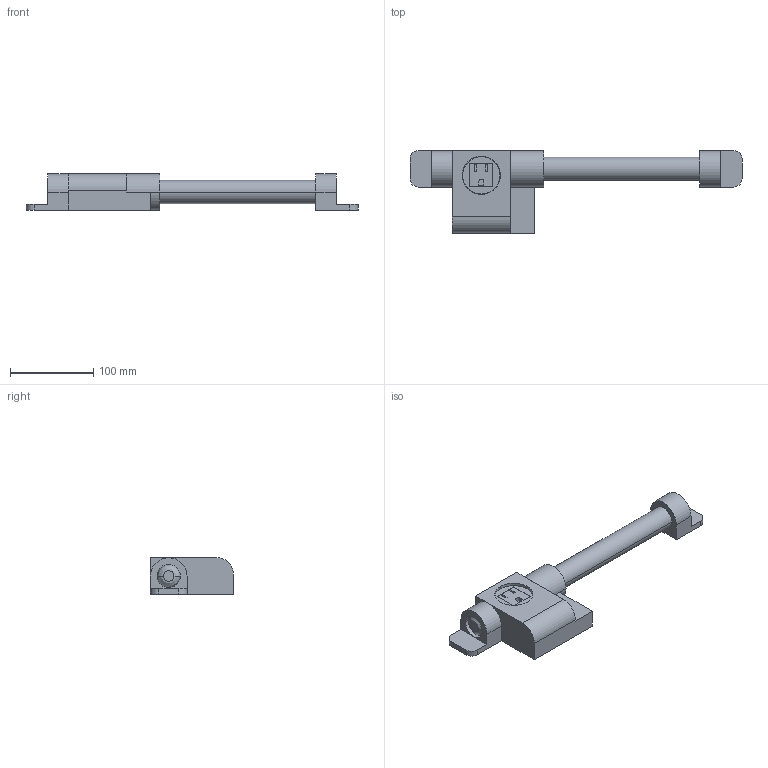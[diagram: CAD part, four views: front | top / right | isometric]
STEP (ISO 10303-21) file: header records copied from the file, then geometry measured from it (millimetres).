
FILE_DESCRIPTION(('starvars output'),'2;1');
FILE_NAME('cv20200416135245000017499.stp','13:52:45 2020/04/16',( 'Thomas Industrial Network Germany GmbH'),( 'Thomas Industrial Network Germany GmbH'),'unknown preprocess','ACIS' ,'unknown authorization');
FILE_SCHEMA(('AUTOMOTIVE_DESIGN_CC2 {UNKNOWN IMPLEMENTATION LEVEL}'));
Length unit declared in the file: millimetre
Products named in the file (1): PRODUCT_ID_1
Bounding box: 400 x 100 x 44 mm (x, y, z)
Volume: 611570 mm3; surface area: 79615.5 mm2
Topology: 1 solids, 2 shells, 75 faces, 175 edges, 113 vertices
Faces by surface type: plane 47, cylinder 22, bspline 6
Entity records: 2871 total; most frequent: CARTESIAN_POINT 566, ORIENTED_EDGE 350, DIRECTION 307, EDGE_CURVE 175, VERTEX_POINT 113, VECTOR 113, LINE 113, AXIS2_PLACEMENT_3D 97
